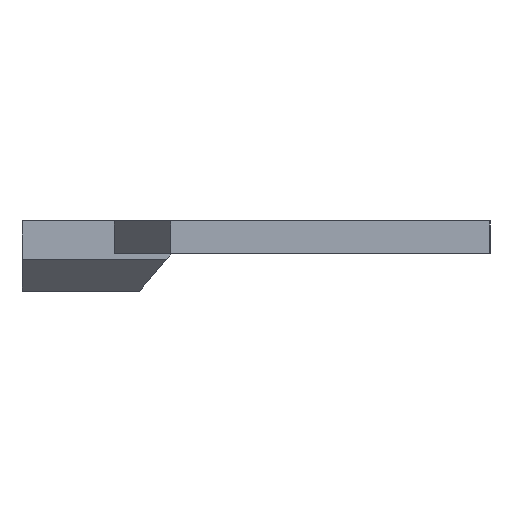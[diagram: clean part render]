
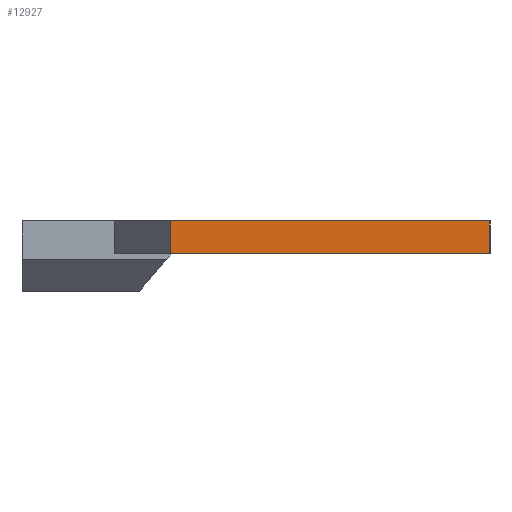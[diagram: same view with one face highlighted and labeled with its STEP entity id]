
A CAD part, left-side view. The second image highlights one B-rep face of the part: STEP entity #12927.
In plain terms, the highlighted planar face has unit normal (-1, 0, 0).
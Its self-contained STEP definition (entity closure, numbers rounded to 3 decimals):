
#182 = PLANE('',#183);
#183 = AXIS2_PLACEMENT_3D('',#184,#185,#186);
#184 = CARTESIAN_POINT('',(0.,-24.606,0.));
#185 = DIRECTION('',(-0.,-0.,-1.));
#186 = DIRECTION('',(-1.,0.,0.));
#288 = PLANE('',#289);
#289 = AXIS2_PLACEMENT_3D('',#290,#291,#292);
#290 = CARTESIAN_POINT('',(-49.9,0.,0.));
#291 = DIRECTION('',(-0.259,0.966,0.));
#292 = DIRECTION('',(0.966,0.259,0.));
#314 = PLANE('',#315);
#315 = AXIS2_PLACEMENT_3D('',#316,#317,#318);
#316 = CARTESIAN_POINT('',(0.,-22.371,6.2));
#317 = DIRECTION('',(0.,0.,1.));
#318 = DIRECTION('',(0.,1.,0.));
#409 = VERTEX_POINT('',#410);
#410 = CARTESIAN_POINT('',(-49.9,-60.,0.));
#424 = PLANE('',#425);
#425 = AXIS2_PLACEMENT_3D('',#426,#427,#428);
#426 = CARTESIAN_POINT('',(-46.9,-60.,0.));
#427 = DIRECTION('',(0.,-1.,0.));
#428 = DIRECTION('',(-1.,0.,0.));
#436 = EDGE_CURVE('',#437,#409,#439,.T.);
#437 = VERTEX_POINT('',#438);
#438 = CARTESIAN_POINT('',(-49.9,0.,0.));
#439 = SURFACE_CURVE('',#440,(#444,#451),.PCURVE_S1.);
#440 = LINE('',#441,#442);
#441 = CARTESIAN_POINT('',(-49.9,0.,0.));
#442 = VECTOR('',#443,1.);
#443 = DIRECTION('',(0.,-1.,0.));
#444 = PCURVE('',#182,#445);
#445 = DEFINITIONAL_REPRESENTATION('',(#446),#450);
#446 = LINE('',#447,#448);
#447 = CARTESIAN_POINT('',(49.9,24.606));
#448 = VECTOR('',#449,1.);
#449 = DIRECTION('',(0.,-1.));
#450 = ( GEOMETRIC_REPRESENTATION_CONTEXT(2) 
PARAMETRIC_REPRESENTATION_CONTEXT() REPRESENTATION_CONTEXT('2D SPACE',''
  ) );
#451 = PCURVE('',#452,#457);
#452 = PLANE('',#453);
#453 = AXIS2_PLACEMENT_3D('',#454,#455,#456);
#454 = CARTESIAN_POINT('',(-49.9,0.,0.));
#455 = DIRECTION('',(1.,0.,0.));
#456 = DIRECTION('',(0.,-1.,0.));
#457 = DEFINITIONAL_REPRESENTATION('',(#458),#462);
#458 = LINE('',#459,#460);
#459 = CARTESIAN_POINT('',(0.,0.));
#460 = VECTOR('',#461,1.);
#461 = DIRECTION('',(1.,0.));
#462 = ( GEOMETRIC_REPRESENTATION_CONTEXT(2) 
PARAMETRIC_REPRESENTATION_CONTEXT() REPRESENTATION_CONTEXT('2D SPACE',''
  ) );
#12539 = VERTEX_POINT('',#12540);
#12540 = CARTESIAN_POINT('',(-49.9,0.,6.2));
#12561 = EDGE_CURVE('',#12539,#12562,#12564,.T.);
#12562 = VERTEX_POINT('',#12563);
#12563 = CARTESIAN_POINT('',(-49.9,-60.,6.2));
#12564 = SURFACE_CURVE('',#12565,(#12569,#12576),.PCURVE_S1.);
#12565 = LINE('',#12566,#12567);
#12566 = CARTESIAN_POINT('',(-49.9,0.,6.2));
#12567 = VECTOR('',#12568,1.);
#12568 = DIRECTION('',(0.,-1.,0.));
#12569 = PCURVE('',#314,#12570);
#12570 = DEFINITIONAL_REPRESENTATION('',(#12571),#12575);
#12571 = LINE('',#12572,#12573);
#12572 = CARTESIAN_POINT('',(22.371,49.9));
#12573 = VECTOR('',#12574,1.);
#12574 = DIRECTION('',(-1.,-0.));
#12575 = ( GEOMETRIC_REPRESENTATION_CONTEXT(2) 
PARAMETRIC_REPRESENTATION_CONTEXT() REPRESENTATION_CONTEXT('2D SPACE',''
  ) );
#12576 = PCURVE('',#452,#12577);
#12577 = DEFINITIONAL_REPRESENTATION('',(#12578),#12582);
#12578 = LINE('',#12579,#12580);
#12579 = CARTESIAN_POINT('',(0.,-6.2));
#12580 = VECTOR('',#12581,1.);
#12581 = DIRECTION('',(1.,0.));
#12582 = ( GEOMETRIC_REPRESENTATION_CONTEXT(2) 
PARAMETRIC_REPRESENTATION_CONTEXT() REPRESENTATION_CONTEXT('2D SPACE',''
  ) );
#12608 = EDGE_CURVE('',#437,#12539,#12609,.T.);
#12609 = SURFACE_CURVE('',#12610,(#12614,#12621),.PCURVE_S1.);
#12610 = LINE('',#12611,#12612);
#12611 = CARTESIAN_POINT('',(-49.9,0.,0.));
#12612 = VECTOR('',#12613,1.);
#12613 = DIRECTION('',(0.,0.,1.));
#12614 = PCURVE('',#288,#12615);
#12615 = DEFINITIONAL_REPRESENTATION('',(#12616),#12620);
#12616 = LINE('',#12617,#12618);
#12617 = CARTESIAN_POINT('',(0.,0.));
#12618 = VECTOR('',#12619,1.);
#12619 = DIRECTION('',(0.,-1.));
#12620 = ( GEOMETRIC_REPRESENTATION_CONTEXT(2) 
PARAMETRIC_REPRESENTATION_CONTEXT() REPRESENTATION_CONTEXT('2D SPACE',''
  ) );
#12621 = PCURVE('',#452,#12622);
#12622 = DEFINITIONAL_REPRESENTATION('',(#12623),#12627);
#12623 = LINE('',#12624,#12625);
#12624 = CARTESIAN_POINT('',(0.,0.));
#12625 = VECTOR('',#12626,1.);
#12626 = DIRECTION('',(0.,-1.));
#12627 = ( GEOMETRIC_REPRESENTATION_CONTEXT(2) 
PARAMETRIC_REPRESENTATION_CONTEXT() REPRESENTATION_CONTEXT('2D SPACE',''
  ) );
#12784 = EDGE_CURVE('',#409,#12562,#12785,.T.);
#12785 = SURFACE_CURVE('',#12786,(#12790,#12797),.PCURVE_S1.);
#12786 = LINE('',#12787,#12788);
#12787 = CARTESIAN_POINT('',(-49.9,-60.,0.));
#12788 = VECTOR('',#12789,1.);
#12789 = DIRECTION('',(0.,0.,1.));
#12790 = PCURVE('',#424,#12791);
#12791 = DEFINITIONAL_REPRESENTATION('',(#12792),#12796);
#12792 = LINE('',#12793,#12794);
#12793 = CARTESIAN_POINT('',(3.,0.));
#12794 = VECTOR('',#12795,1.);
#12795 = DIRECTION('',(0.,-1.));
#12796 = ( GEOMETRIC_REPRESENTATION_CONTEXT(2) 
PARAMETRIC_REPRESENTATION_CONTEXT() REPRESENTATION_CONTEXT('2D SPACE',''
  ) );
#12797 = PCURVE('',#452,#12798);
#12798 = DEFINITIONAL_REPRESENTATION('',(#12799),#12803);
#12799 = LINE('',#12800,#12801);
#12800 = CARTESIAN_POINT('',(60.,0.));
#12801 = VECTOR('',#12802,1.);
#12802 = DIRECTION('',(0.,-1.));
#12803 = ( GEOMETRIC_REPRESENTATION_CONTEXT(2) 
PARAMETRIC_REPRESENTATION_CONTEXT() REPRESENTATION_CONTEXT('2D SPACE',''
  ) );
#12927 = ADVANCED_FACE('',(#12928),#452,.F.);
#12928 = FACE_BOUND('',#12929,.F.);
#12929 = EDGE_LOOP('',(#12930,#12931,#12932,#12933));
#12930 = ORIENTED_EDGE('',*,*,#12608,.T.);
#12931 = ORIENTED_EDGE('',*,*,#12561,.T.);
#12932 = ORIENTED_EDGE('',*,*,#12784,.F.);
#12933 = ORIENTED_EDGE('',*,*,#436,.F.);
